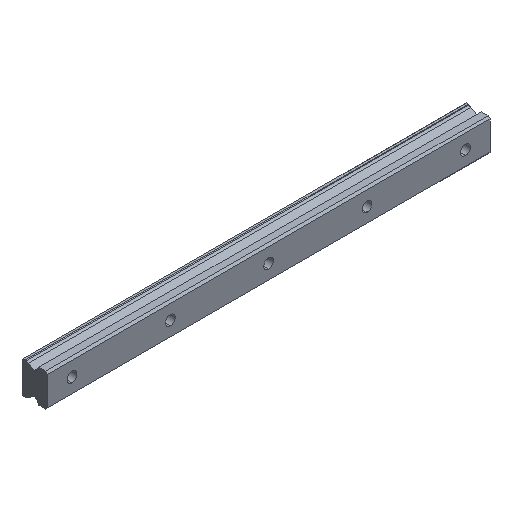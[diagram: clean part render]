
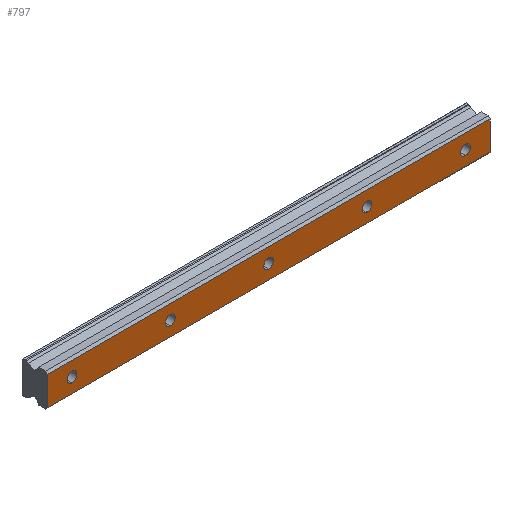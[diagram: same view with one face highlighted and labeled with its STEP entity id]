
A CAD part, isometric view. The second image highlights one B-rep face of the part: STEP entity #797.
In plain terms, the highlighted planar face has unit normal (0, -1, 0).
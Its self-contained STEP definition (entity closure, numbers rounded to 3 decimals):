
#11 = DIRECTION ( 'NONE',  ( 0., -1., 0. ) ) ;
#28 = VECTOR ( 'NONE', #106, 1000. ) ;
#34 = DIRECTION ( 'NONE',  ( 0., 0., 1. ) ) ;
#57 = CARTESIAN_POINT ( 'NONE',  ( 0., 0., 0. ) ) ;
#81 = DIRECTION ( 'NONE',  ( 0., -1., 0. ) ) ;
#90 = CARTESIAN_POINT ( 'NONE',  ( 60., 0., -3. ) ) ;
#91 = ORIENTED_EDGE ( 'NONE', *, *, #680, .F. ) ;
#97 = EDGE_CURVE ( 'NONE', #1527, #1374, #153, .T. ) ;
#100 = DIRECTION ( 'NONE',  ( 0., 0., 1. ) ) ;
#106 = DIRECTION ( 'NONE',  ( 0., 0., 1. ) ) ;
#125 = DIRECTION ( 'NONE',  ( 0., 0., 1. ) ) ;
#128 = VERTEX_POINT ( 'NONE', #1673 ) ;
#134 = FACE_BOUND ( 'NONE', #227, .T. ) ;
#151 = DIRECTION ( 'NONE',  ( 0., -1., 0. ) ) ;
#153 = CIRCLE ( 'NONE', #230, 3. ) ;
#166 = VERTEX_POINT ( 'NONE', #1140 ) ;
#201 = FACE_OUTER_BOUND ( 'NONE', #908, .T. ) ;
#210 = EDGE_CURVE ( 'NONE', #128, #1259, #1681, .T. ) ;
#218 = EDGE_CURVE ( 'NONE', #166, #1097, #1561, .T. ) ;
#227 = EDGE_LOOP ( 'NONE', ( #1079, #1009 ) ) ;
#230 = AXIS2_PLACEMENT_3D ( 'NONE', #1533, #1131, #1656 ) ;
#246 = CARTESIAN_POINT ( 'NONE',  ( 180., 0., 0. ) ) ;
#263 = ORIENTED_EDGE ( 'NONE', *, *, #97, .F. ) ;
#275 = VERTEX_POINT ( 'NONE', #789 ) ;
#292 = DIRECTION ( 'NONE',  ( 0., 0., 1. ) ) ;
#299 = DIRECTION ( 'NONE',  ( 0., 0., 1. ) ) ;
#320 = ORIENTED_EDGE ( 'NONE', *, *, #616, .F. ) ;
#354 = CARTESIAN_POINT ( 'NONE',  ( 240., 0., -3. ) ) ;
#369 = CIRCLE ( 'NONE', #585, 3. ) ;
#423 = AXIS2_PLACEMENT_3D ( 'NONE', #57, #1674, #1508 ) ;
#442 = VERTEX_POINT ( 'NONE', #502 ) ;
#443 = AXIS2_PLACEMENT_3D ( 'NONE', #1610, #1098, #299 ) ;
#455 = CARTESIAN_POINT ( 'NONE',  ( -15., 0., -8.82 ) ) ;
#473 = EDGE_LOOP ( 'NONE', ( #1192, #263 ) ) ;
#496 = DIRECTION ( 'NONE',  ( -1., 0., 0. ) ) ;
#502 = CARTESIAN_POINT ( 'NONE',  ( 240., 0., 3. ) ) ;
#504 = ORIENTED_EDGE ( 'NONE', *, *, #1506, .F. ) ;
#511 = EDGE_LOOP ( 'NONE', ( #320, #859 ) ) ;
#580 = CIRCLE ( 'NONE', #1690, 3. ) ;
#585 = AXIS2_PLACEMENT_3D ( 'NONE', #246, #81, #100 ) ;
#616 = EDGE_CURVE ( 'NONE', #1609, #1236, #580, .T. ) ;
#628 = DIRECTION ( 'NONE',  ( 0., 0., 1. ) ) ;
#654 = DIRECTION ( 'NONE',  ( 0., 1., 0. ) ) ;
#656 = CARTESIAN_POINT ( 'NONE',  ( 60., 0., 0. ) ) ;
#657 = ORIENTED_EDGE ( 'NONE', *, *, #210, .F. ) ;
#660 = EDGE_CURVE ( 'NONE', #442, #707, #1659, .T. ) ;
#664 = CIRCLE ( 'NONE', #948, 3. ) ;
#680 = EDGE_CURVE ( 'NONE', #707, #442, #783, .T. ) ;
#692 = ORIENTED_EDGE ( 'NONE', *, *, #1025, .F. ) ;
#707 = VERTEX_POINT ( 'NONE', #354 ) ;
#725 = FACE_BOUND ( 'NONE', #511, .T. ) ;
#767 = DIRECTION ( 'NONE',  ( 0., -1., 0. ) ) ;
#781 = VERTEX_POINT ( 'NONE', #1021 ) ;
#783 = CIRCLE ( 'NONE', #1086, 3. ) ;
#789 = CARTESIAN_POINT ( 'NONE',  ( 120., 0., -3. ) ) ;
#797 = ADVANCED_FACE ( 'NONE', ( #201, #725, #914, #801, #134, #1316 ), #905, .F. ) ;
#801 = FACE_BOUND ( 'NONE', #929, .T. ) ;
#803 = VERTEX_POINT ( 'NONE', #1697 ) ;
#806 = VERTEX_POINT ( 'NONE', #1685 ) ;
#840 = ORIENTED_EDGE ( 'NONE', *, *, #871, .F. ) ;
#859 = ORIENTED_EDGE ( 'NONE', *, *, #1080, .F. ) ;
#862 = ORIENTED_EDGE ( 'NONE', *, *, #1586, .F. ) ;
#871 = EDGE_CURVE ( 'NONE', #1097, #128, #1325, .T. ) ;
#894 = CIRCLE ( 'NONE', #1000, 3. ) ;
#905 = PLANE ( 'NONE',  #998 ) ;
#908 = EDGE_LOOP ( 'NONE', ( #1645, #692, #657, #840 ) ) ;
#914 = FACE_BOUND ( 'NONE', #1447, .T. ) ;
#918 = CARTESIAN_POINT ( 'NONE',  ( 255., 0., -8.82 ) ) ;
#929 = EDGE_LOOP ( 'NONE', ( #504, #862 ) ) ;
#930 = CARTESIAN_POINT ( 'NONE',  ( -15., 0., 8.82 ) ) ;
#948 = AXIS2_PLACEMENT_3D ( 'NONE', #656, #11, #1638 ) ;
#981 = EDGE_CURVE ( 'NONE', #806, #275, #894, .T. ) ;
#998 = AXIS2_PLACEMENT_3D ( 'NONE', #1042, #654, #125 ) ;
#1000 = AXIS2_PLACEMENT_3D ( 'NONE', #1219, #151, #34 ) ;
#1009 = ORIENTED_EDGE ( 'NONE', *, *, #1237, .F. ) ;
#1021 = CARTESIAN_POINT ( 'NONE',  ( 180., 0., -3. ) ) ;
#1025 = EDGE_CURVE ( 'NONE', #1259, #166, #1618, .T. ) ;
#1042 = CARTESIAN_POINT ( 'NONE',  ( 255., 0., 8.82 ) ) ;
#1044 = ORIENTED_EDGE ( 'NONE', *, *, #660, .F. ) ;
#1059 = VECTOR ( 'NONE', #1488, 1000. ) ;
#1072 = CARTESIAN_POINT ( 'NONE',  ( 0., 0., 3. ) ) ;
#1078 = CARTESIAN_POINT ( 'NONE',  ( 240., 0., 0. ) ) ;
#1079 = ORIENTED_EDGE ( 'NONE', *, *, #981, .F. ) ;
#1080 = EDGE_CURVE ( 'NONE', #1236, #1609, #1275, .T. ) ;
#1086 = AXIS2_PLACEMENT_3D ( 'NONE', #1078, #1347, #1208 ) ;
#1097 = VERTEX_POINT ( 'NONE', #455 ) ;
#1098 = DIRECTION ( 'NONE',  ( 0., -1., 0. ) ) ;
#1131 = DIRECTION ( 'NONE',  ( 0., -1., 0. ) ) ;
#1140 = CARTESIAN_POINT ( 'NONE',  ( 255., 0., -8.82 ) ) ;
#1157 = DIRECTION ( 'NONE',  ( 1., 0., 0. ) ) ;
#1192 = ORIENTED_EDGE ( 'NONE', *, *, #1658, .F. ) ;
#1208 = DIRECTION ( 'NONE',  ( 0., 0., 1. ) ) ;
#1215 = DIRECTION ( 'NONE',  ( 0., -1., 0. ) ) ;
#1219 = CARTESIAN_POINT ( 'NONE',  ( 120., 0., 0. ) ) ;
#1236 = VERTEX_POINT ( 'NONE', #1286 ) ;
#1237 = EDGE_CURVE ( 'NONE', #275, #806, #1688, .T. ) ;
#1259 = VERTEX_POINT ( 'NONE', #1322 ) ;
#1275 = CIRCLE ( 'NONE', #423, 3. ) ;
#1286 = CARTESIAN_POINT ( 'NONE',  ( 0., 0., -3. ) ) ;
#1295 = DIRECTION ( 'NONE',  ( 0., -1., 0. ) ) ;
#1316 = FACE_BOUND ( 'NONE', #473, .T. ) ;
#1322 = CARTESIAN_POINT ( 'NONE',  ( 255., 0., 8.82 ) ) ;
#1325 = LINE ( 'NONE', #930, #28 ) ;
#1329 = CARTESIAN_POINT ( 'NONE',  ( 60., 0., 3. ) ) ;
#1332 = CIRCLE ( 'NONE', #1606, 3. ) ;
#1342 = CARTESIAN_POINT ( 'NONE',  ( 0., 0., 0. ) ) ;
#1345 = CARTESIAN_POINT ( 'NONE',  ( 255., 0., 8.82 ) ) ;
#1347 = DIRECTION ( 'NONE',  ( 0., -1., 0. ) ) ;
#1374 = VERTEX_POINT ( 'NONE', #1329 ) ;
#1387 = VECTOR ( 'NONE', #496, 1000. ) ;
#1413 = DIRECTION ( 'NONE',  ( 0., 0., 1. ) ) ;
#1447 = EDGE_LOOP ( 'NONE', ( #1044, #91 ) ) ;
#1488 = DIRECTION ( 'NONE',  ( 0., 0., -1. ) ) ;
#1506 = EDGE_CURVE ( 'NONE', #803, #781, #369, .T. ) ;
#1508 = DIRECTION ( 'NONE',  ( 0., 0., 1. ) ) ;
#1527 = VERTEX_POINT ( 'NONE', #90 ) ;
#1533 = CARTESIAN_POINT ( 'NONE',  ( 60., 0., 0. ) ) ;
#1557 = VECTOR ( 'NONE', #1157, 1000. ) ;
#1561 = LINE ( 'NONE', #918, #1387 ) ;
#1586 = EDGE_CURVE ( 'NONE', #781, #803, #1332, .T. ) ;
#1606 = AXIS2_PLACEMENT_3D ( 'NONE', #1630, #767, #628 ) ;
#1609 = VERTEX_POINT ( 'NONE', #1072 ) ;
#1610 = CARTESIAN_POINT ( 'NONE',  ( 240., 0., 0. ) ) ;
#1611 = AXIS2_PLACEMENT_3D ( 'NONE', #1695, #1295, #1413 ) ;
#1618 = LINE ( 'NONE', #1345, #1059 ) ;
#1630 = CARTESIAN_POINT ( 'NONE',  ( 180., 0., 0. ) ) ;
#1638 = DIRECTION ( 'NONE',  ( 0., 0., 1. ) ) ;
#1645 = ORIENTED_EDGE ( 'NONE', *, *, #218, .F. ) ;
#1656 = DIRECTION ( 'NONE',  ( 0., 0., 1. ) ) ;
#1658 = EDGE_CURVE ( 'NONE', #1374, #1527, #664, .T. ) ;
#1659 = CIRCLE ( 'NONE', #443, 3. ) ;
#1673 = CARTESIAN_POINT ( 'NONE',  ( -15., 0., 8.82 ) ) ;
#1674 = DIRECTION ( 'NONE',  ( 0., -1., 0. ) ) ;
#1681 = LINE ( 'NONE', #1711, #1557 ) ;
#1685 = CARTESIAN_POINT ( 'NONE',  ( 120., 0., 3. ) ) ;
#1688 = CIRCLE ( 'NONE', #1611, 3. ) ;
#1690 = AXIS2_PLACEMENT_3D ( 'NONE', #1342, #1215, #292 ) ;
#1695 = CARTESIAN_POINT ( 'NONE',  ( 120., 0., 0. ) ) ;
#1697 = CARTESIAN_POINT ( 'NONE',  ( 180., 0., 3. ) ) ;
#1711 = CARTESIAN_POINT ( 'NONE',  ( 255., 0., 8.82 ) ) ;
